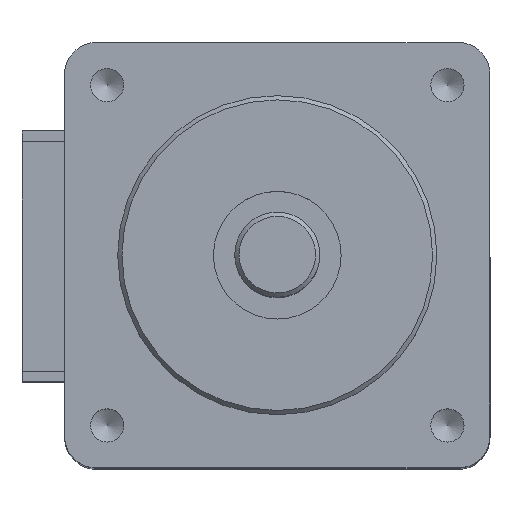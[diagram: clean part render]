
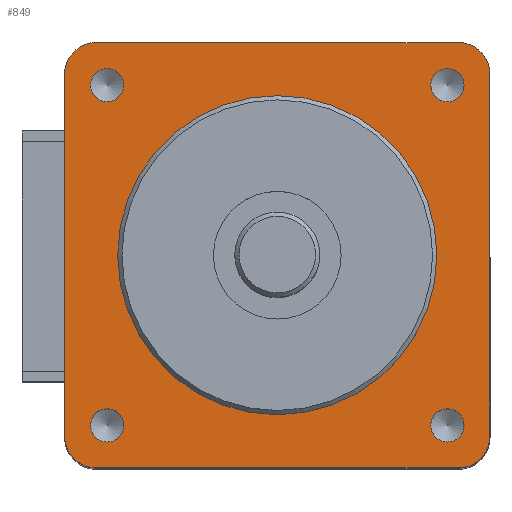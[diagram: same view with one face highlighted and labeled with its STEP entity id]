
A CAD part, top view. The second image highlights one B-rep face of the part: STEP entity #849.
In plain terms, the highlighted planar face has unit normal (0, 0, 1).
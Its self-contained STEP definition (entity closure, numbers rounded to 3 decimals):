
#516=CARTESIAN_POINT('',(7.5,0.0,6.2));
#517=VERTEX_POINT('',#516);
#518=CARTESIAN_POINT('',(0.0,0.0,6.2));
#519=DIRECTION('',(0.0,0.0,-1.0));
#520=DIRECTION('',(1.0,0.0,0.0));
#521=AXIS2_PLACEMENT_3D('',#518,#519,#520);
#522=CIRCLE('',#521,7.5);
#523=EDGE_CURVE('',#517,#517,#522,.T.);
#544=CARTESIAN_POINT('',(7.216,8.,6.2));
#545=VERTEX_POINT('',#544);
#546=CARTESIAN_POINT('',(8.0,8.,6.2));
#547=DIRECTION('',(0.0,0.0,-1.0));
#548=DIRECTION('',(-1.0,0.0,0.0));
#549=AXIS2_PLACEMENT_3D('',#546,#547,#548);
#550=CIRCLE('',#549,0.784);
#551=EDGE_CURVE('',#545,#545,#550,.T.);
#572=CARTESIAN_POINT('',(7.217,-8.,6.2));
#573=VERTEX_POINT('',#572);
#574=CARTESIAN_POINT('',(8.0,-8.,6.2));
#575=DIRECTION('',(0.0,0.0,-1.0));
#576=DIRECTION('',(-1.0,0.0,0.0));
#577=AXIS2_PLACEMENT_3D('',#574,#575,#576);
#578=CIRCLE('',#577,0.783);
#579=EDGE_CURVE('',#573,#573,#578,.T.);
#600=CARTESIAN_POINT('',(-8.784,8.,6.2));
#601=VERTEX_POINT('',#600);
#602=CARTESIAN_POINT('',(-8.0,8.,6.2));
#603=DIRECTION('',(0.0,0.0,-1.0));
#604=DIRECTION('',(-1.0,0.0,0.0));
#605=AXIS2_PLACEMENT_3D('',#602,#603,#604);
#606=CIRCLE('',#605,0.783);
#607=EDGE_CURVE('',#601,#601,#606,.T.);
#628=CARTESIAN_POINT('',(-8.784,-8.0,6.2));
#629=VERTEX_POINT('',#628);
#630=CARTESIAN_POINT('',(-8.0,-8.0,6.2));
#631=DIRECTION('',(0.0,0.0,-1.0));
#632=DIRECTION('',(-1.0,0.0,0.0));
#633=AXIS2_PLACEMENT_3D('',#630,#631,#632);
#634=CIRCLE('',#633,0.783);
#635=EDGE_CURVE('',#629,#629,#634,.T.);
#759=CARTESIAN_POINT('',(0.0,0.0,6.2));
#760=DIRECTION('',(0.0,0.0,1.0));
#761=DIRECTION('',(1.0,0.0,0.0));
#762=AXIS2_PLACEMENT_3D('',#759,#760,#761);
#763=PLANE('',#762);
#764=CARTESIAN_POINT('',(10.,8.5,6.2));
#765=VERTEX_POINT('',#764);
#766=CARTESIAN_POINT('',(10.,-8.5,6.2));
#767=VERTEX_POINT('',#766);
#768=CARTESIAN_POINT('',(10.,8.5,6.2));
#769=DIRECTION('',(0.0,-1.0,0.0));
#770=VECTOR('',#769,17.0);
#771=LINE('',#768,#770);
#772=EDGE_CURVE('',#765,#767,#771,.T.);
#773=ORIENTED_EDGE('',*,*,#772,.F.);
#774=CARTESIAN_POINT('',(8.5,10.0,6.2));
#775=VERTEX_POINT('',#774);
#776=CARTESIAN_POINT('',(8.5,8.5,6.2));
#777=DIRECTION('',(0.0,0.0,-1.0));
#778=DIRECTION('',(1.0,0.0,0.0));
#779=AXIS2_PLACEMENT_3D('',#776,#777,#778);
#780=CIRCLE('',#779,1.5);
#781=EDGE_CURVE('',#775,#765,#780,.T.);
#782=ORIENTED_EDGE('',*,*,#781,.F.);
#783=CARTESIAN_POINT('',(-8.5,10.0,6.2));
#784=VERTEX_POINT('',#783);
#785=CARTESIAN_POINT('',(-8.5,10.0,6.2));
#786=DIRECTION('',(1.0,0.0,0.0));
#787=VECTOR('',#786,17.);
#788=LINE('',#785,#787);
#789=EDGE_CURVE('',#784,#775,#788,.T.);
#790=ORIENTED_EDGE('',*,*,#789,.F.);
#791=CARTESIAN_POINT('',(-10.,8.5,6.2));
#792=VERTEX_POINT('',#791);
#793=CARTESIAN_POINT('',(-8.5,8.5,6.2));
#794=DIRECTION('',(0.0,0.0,-1.0));
#795=DIRECTION('',(1.0,0.0,0.0));
#796=AXIS2_PLACEMENT_3D('',#793,#794,#795);
#797=CIRCLE('',#796,1.5);
#798=EDGE_CURVE('',#792,#784,#797,.T.);
#799=ORIENTED_EDGE('',*,*,#798,.F.);
#800=CARTESIAN_POINT('',(-10.,-8.5,6.2));
#801=VERTEX_POINT('',#800);
#802=CARTESIAN_POINT('',(-10.,-8.5,6.2));
#803=DIRECTION('',(0.0,1.0,0.0));
#804=VECTOR('',#803,17.0);
#805=LINE('',#802,#804);
#806=EDGE_CURVE('',#801,#792,#805,.T.);
#807=ORIENTED_EDGE('',*,*,#806,.F.);
#808=CARTESIAN_POINT('',(-8.5,-10.,6.2));
#809=VERTEX_POINT('',#808);
#810=CARTESIAN_POINT('',(-8.5,-8.5,6.2));
#811=DIRECTION('',(0.0,0.0,-1.0));
#812=DIRECTION('',(1.0,0.0,0.0));
#813=AXIS2_PLACEMENT_3D('',#810,#811,#812);
#814=CIRCLE('',#813,1.5);
#815=EDGE_CURVE('',#809,#801,#814,.T.);
#816=ORIENTED_EDGE('',*,*,#815,.F.);
#817=CARTESIAN_POINT('',(8.5,-10.,6.2));
#818=VERTEX_POINT('',#817);
#819=CARTESIAN_POINT('',(8.5,-10.,6.2));
#820=DIRECTION('',(-1.0,0.0,0.0));
#821=VECTOR('',#820,17.0);
#822=LINE('',#819,#821);
#823=EDGE_CURVE('',#818,#809,#822,.T.);
#824=ORIENTED_EDGE('',*,*,#823,.F.);
#825=CARTESIAN_POINT('',(8.5,-8.5,6.2));
#826=DIRECTION('',(0.0,0.0,-1.0));
#827=DIRECTION('',(1.0,0.0,0.0));
#828=AXIS2_PLACEMENT_3D('',#825,#826,#827);
#829=CIRCLE('',#828,1.5);
#830=EDGE_CURVE('',#767,#818,#829,.T.);
#831=ORIENTED_EDGE('',*,*,#830,.F.);
#832=EDGE_LOOP('',(#773,#782,#790,#799,#807,#816,#824,#831));
#833=FACE_OUTER_BOUND('',#832,.T.);
#834=ORIENTED_EDGE('',*,*,#551,.T.);
#835=EDGE_LOOP('',(#834));
#836=FACE_BOUND('',#835,.T.);
#837=ORIENTED_EDGE('',*,*,#579,.T.);
#838=EDGE_LOOP('',(#837));
#839=FACE_BOUND('',#838,.T.);
#840=ORIENTED_EDGE('',*,*,#607,.T.);
#841=EDGE_LOOP('',(#840));
#842=FACE_BOUND('',#841,.T.);
#843=ORIENTED_EDGE('',*,*,#635,.T.);
#844=EDGE_LOOP('',(#843));
#845=FACE_BOUND('',#844,.T.);
#846=ORIENTED_EDGE('',*,*,#523,.T.);
#847=EDGE_LOOP('',(#846));
#848=FACE_BOUND('',#847,.T.);
#849=ADVANCED_FACE('',(#833,#836,#839,#842,#845,#848),#763,.T.);
